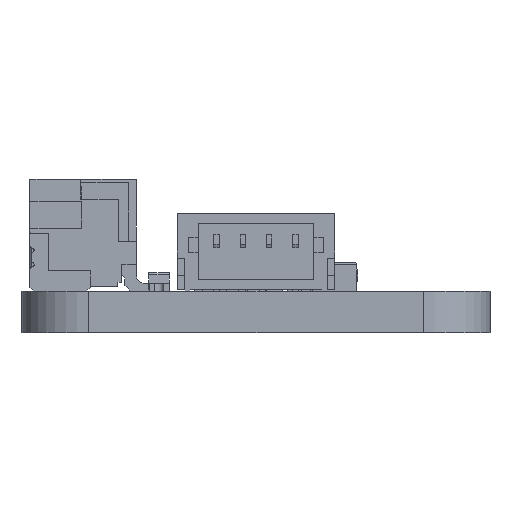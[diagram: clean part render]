
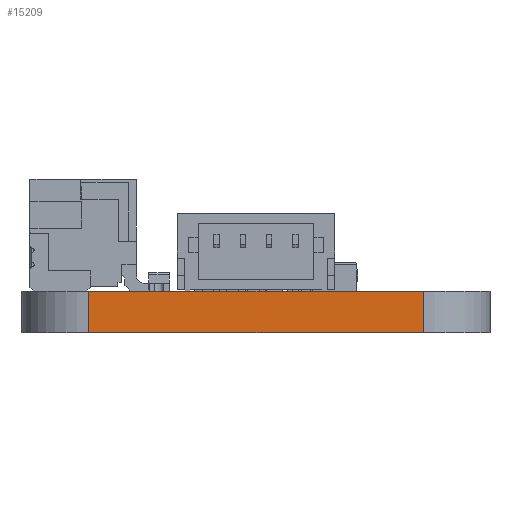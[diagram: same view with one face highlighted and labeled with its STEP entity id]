
A CAD part, left-side view. The second image highlights one B-rep face of the part: STEP entity #15209.
In plain terms, the highlighted planar face has unit normal (-1, 0, 0).
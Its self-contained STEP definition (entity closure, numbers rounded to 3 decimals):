
#177=PLANE('',#16174);
#894=FACE_OUTER_BOUND('',#1696,.T.);
#1696=EDGE_LOOP('',(#10486,#10487,#10488,#10489));
#2555=LINE('',#21354,#4548);
#2556=LINE('',#21357,#4549);
#2557=LINE('',#21359,#4550);
#2558=LINE('',#21360,#4551);
#4548=VECTOR('',#17309,10.);
#4549=VECTOR('',#17312,10.);
#4550=VECTOR('',#17313,10.);
#4551=VECTOR('',#17314,10.);
#6771=VERTEX_POINT('',#21350);
#6772=VERTEX_POINT('',#21352);
#6773=VERTEX_POINT('',#21356);
#6774=VERTEX_POINT('',#21358);
#8253=EDGE_CURVE('',#6771,#6772,#2555,.T.);
#8254=EDGE_CURVE('',#6773,#6771,#2556,.T.);
#8255=EDGE_CURVE('',#6774,#6772,#2557,.T.);
#8256=EDGE_CURVE('',#6773,#6774,#2558,.T.);
#10486=ORIENTED_EDGE('',*,*,#8254,.T.);
#10487=ORIENTED_EDGE('',*,*,#8253,.T.);
#10488=ORIENTED_EDGE('',*,*,#8255,.F.);
#10489=ORIENTED_EDGE('',*,*,#8256,.F.);
#15209=ADVANCED_FACE('',(#894),#177,.T.);
#16174=AXIS2_PLACEMENT_3D('',#21355,#17310,#17311);
#17309=DIRECTION('',(0.,0.,1.));
#17310=DIRECTION('center_axis',(-1.,0.,0.));
#17311=DIRECTION('ref_axis',(0.,-1.,0.));
#17312=DIRECTION('',(0.,-1.,0.));
#17313=DIRECTION('',(0.,-1.,0.));
#17314=DIRECTION('',(0.,0.,1.));
#21350=CARTESIAN_POINT('',(0.,2.54,0.));
#21352=CARTESIAN_POINT('',(0.,2.54,1.57));
#21354=CARTESIAN_POINT('',(0.,2.54,0.));
#21355=CARTESIAN_POINT('Origin',(0.,15.24,0.));
#21356=CARTESIAN_POINT('',(0.,15.24,0.));
#21357=CARTESIAN_POINT('',(0.,15.24,0.));
#21358=CARTESIAN_POINT('',(0.,15.24,1.57));
#21359=CARTESIAN_POINT('',(0.,15.24,1.57));
#21360=CARTESIAN_POINT('',(0.,15.24,0.));
